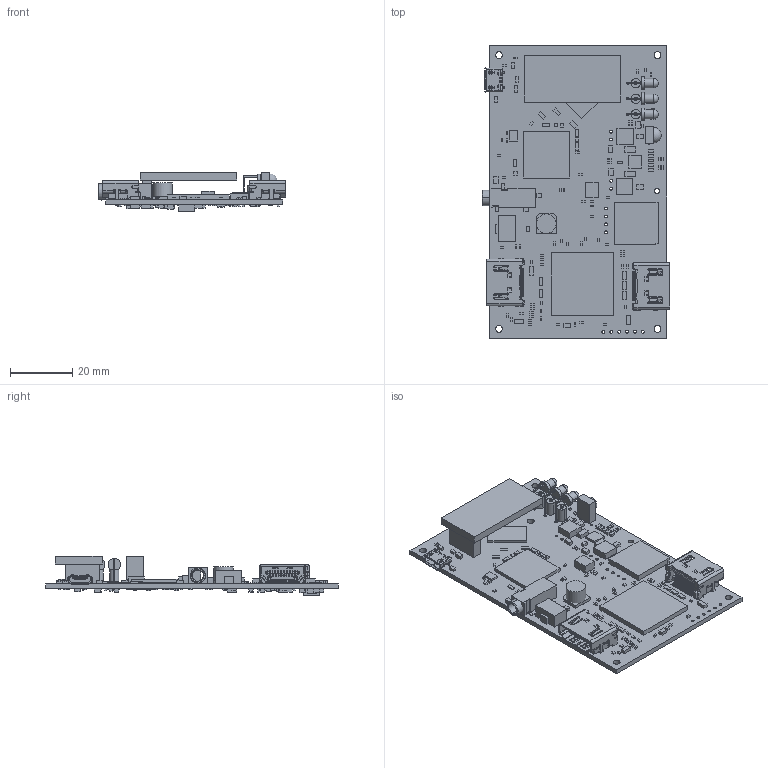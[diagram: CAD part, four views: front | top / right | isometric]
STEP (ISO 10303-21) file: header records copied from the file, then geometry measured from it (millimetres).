
FILE_DESCRIPTION(('Open CASCADE Model'),'2;1');
FILE_NAME('Open CASCADE Shape Model','2011-09-06T21:56:54',('Author'),( 'Open CASCADE'),'Open CASCADE STEP processor 6.2','Open CASCADE 6.2' ,'Unknown');
FILE_SCHEMA(('AUTOMOTIVE_DESIGN { 1 0 10303 214 1 1 1 1 }'));
Length unit declared in the file: millimetre
Products named in the file (319): PCB; Board; C707silvermoon_netv2c; 508958744; Cylinder; 520295792; Extruded; C706silvermoon_netv2c; 520295920; R708silvermoon_netv2c; 520296304; L701silvermoon_netv2c; 520297840; C705silvermoon_netv2c; 520296688; U803silvermoon_netv2c; 520297328; U802silvermoon_netv2c; 520296944; R700silvermoon_netv2c; 520297584; R508silvermoon_netv2c; R145silvermoon_netv2c; R144silvermoon_netv2c; R143silvermoon_netv2c; R142silvermoon_netv2c; R141silvermoon_netv2c; R140silvermoon_netv2c; R111silvermoon_netv2c; Q803silvermoon_netv2c; 520296560; Q802silvermoon_netv2c; 520296176; Q801silvermoon_netv2c; Q800silvermoon_netv2c; P500silvermoon_netv2c; 483839600; 483839856; L506silvermoon_netv2c; 520297712 ...
Assembly tree (502 placements, depth 4):
  PCB
    Board
    C707silvermoon_netv2c
      508958744
        Cylinder
      520295792
        Extruded
    C706silvermoon_netv2c
      520295920
        Extruded
    R708silvermoon_netv2c
      520296304
        Extruded
    L701silvermoon_netv2c
      520297840
        Extruded
    C705silvermoon_netv2c
      520296688
        Extruded
    U803silvermoon_netv2c
      520297328
        Extruded
    U802silvermoon_netv2c
      520296944
        Extruded
    R700silvermoon_netv2c
      520297584
        Extruded
    R508silvermoon_netv2c
      520297584
        Extruded
    R145silvermoon_netv2c
      520296304
        Extruded
    R144silvermoon_netv2c
      520296304
        Extruded
    R143silvermoon_netv2c
      520296304
        Extruded
    R142silvermoon_netv2c
      520297584
        Extruded
    R141silvermoon_netv2c
      520296304
        Extruded
    R140silvermoon_netv2c
      520296304
        Extruded
    R111silvermoon_netv2c
      520297584
        Extruded
    Q803silvermoon_netv2c
      520296560
        Extruded
    Q802silvermoon_netv2c
      520296176
        Extruded
    Q801silvermoon_netv2c
      520296560
Bounding box: 60.35 x 94 x 12.59 mm (x, y, z)
Volume: 13734.3 mm3; surface area: 22138.9 mm2
Topology: 240 solids, 240 shells, 4862 faces, 13145 edges, 8899 vertices
Faces by surface type: plane 4004, cylinder 830, bspline 16, sphere 4, torus 4, cone 4
Full cylindrical faces by diameter (mm): 0.7 x3, 0.75 x6, 0.9 x19, 1 x2, 1.3 x2, 1.6 x1, 1.7 x2, 2.2 x4, 2.3 x1, 6.3 x1
Entity records: 200591 total; most frequent: CARTESIAN_POINT 46075, DIRECTION 26020, LINE 16860, VECTOR 16860, ORIENTED_EDGE 14330, PCURVE 14330, DEFINITIONAL_REPRESENTATION 14330, EDGE_CURVE 7165
